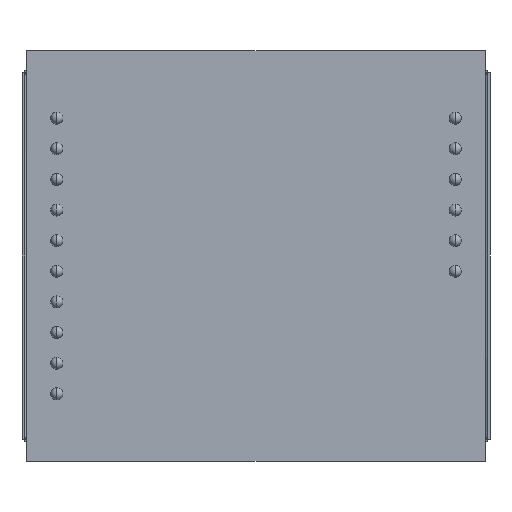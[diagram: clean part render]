
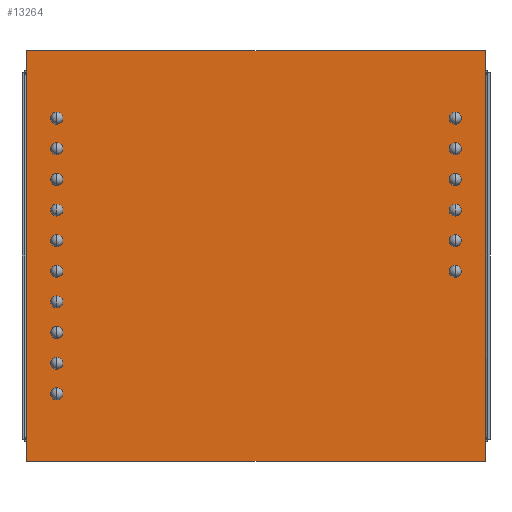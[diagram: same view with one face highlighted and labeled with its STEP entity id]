
A CAD part, front view. The second image highlights one B-rep face of the part: STEP entity #13264.
In plain terms, the highlighted planar face has unit normal (0, -1, 0).
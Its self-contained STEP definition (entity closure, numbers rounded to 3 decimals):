
#127 = CARTESIAN_POINT ( 'NONE',  ( 9.5, -3.8, -8.5 ) ) ;
#1189 = CARTESIAN_POINT ( 'NONE',  ( -9.5, -3.8, 8.5 ) ) ;
#1245 = VERTEX_POINT ( 'NONE', #2105 ) ;
#2105 = CARTESIAN_POINT ( 'NONE',  ( 9.5, -3.8, 8.5 ) ) ;
#2542 = DIRECTION ( 'NONE',  ( 0., -1., 0. ) ) ;
#3266 = VECTOR ( 'NONE', #13132, 1000. ) ;
#4263 = VERTEX_POINT ( 'NONE', #1189 ) ;
#8601 = CARTESIAN_POINT ( 'NONE',  ( 0., -3.8, 0. ) ) ;
#8924 = LINE ( 'NONE', #127, #33303 ) ;
#9452 = VERTEX_POINT ( 'NONE', #29512 ) ;
#10261 = ORIENTED_EDGE ( 'NONE', *, *, #25724, .T. ) ;
#10592 = PLANE ( 'NONE',  #36298 ) ;
#11145 = LINE ( 'NONE', #22553, #36277 ) ;
#12219 = ORIENTED_EDGE ( 'NONE', *, *, #18519, .T. ) ;
#13132 = DIRECTION ( 'NONE',  ( 1., 0., 0. ) ) ;
#13264 = ADVANCED_FACE ( 'NONE', ( #34962 ), #10592, .T. ) ;
#17215 = VECTOR ( 'NONE', #28962, 1000. ) ;
#17808 = DIRECTION ( 'NONE',  ( 0., 0., 1. ) ) ;
#18519 = EDGE_CURVE ( 'NONE', #24503, #9452, #19000, .T. ) ;
#18792 = ORIENTED_EDGE ( 'NONE', *, *, #38283, .T. ) ;
#19000 = LINE ( 'NONE', #28029, #3266 ) ;
#22279 = EDGE_CURVE ( 'NONE', #4263, #24503, #38227, .T. ) ;
#22553 = CARTESIAN_POINT ( 'NONE',  ( 9.5, -3.8, 8.5 ) ) ;
#24503 = VERTEX_POINT ( 'NONE', #27628 ) ;
#25724 = EDGE_CURVE ( 'NONE', #9452, #1245, #8924, .T. ) ;
#26706 = DIRECTION ( 'NONE',  ( 0., 0., -1. ) ) ;
#27628 = CARTESIAN_POINT ( 'NONE',  ( -9.5, -3.8, -8.5 ) ) ;
#28029 = CARTESIAN_POINT ( 'NONE',  ( 9.5, -3.8, -8.5 ) ) ;
#28836 = ORIENTED_EDGE ( 'NONE', *, *, #22279, .T. ) ;
#28962 = DIRECTION ( 'NONE',  ( 0., 0., -1. ) ) ;
#29512 = CARTESIAN_POINT ( 'NONE',  ( 9.5, -3.8, -8.5 ) ) ;
#31581 = EDGE_LOOP ( 'NONE', ( #28836, #12219, #10261, #18792 ) ) ;
#31728 = CARTESIAN_POINT ( 'NONE',  ( -9.5, -3.8, -8.5 ) ) ;
#33303 = VECTOR ( 'NONE', #17808, 1000. ) ;
#34962 = FACE_OUTER_BOUND ( 'NONE', #31581, .T. ) ;
#36277 = VECTOR ( 'NONE', #37484, 1000. ) ;
#36298 = AXIS2_PLACEMENT_3D ( 'NONE', #8601, #2542, #26706 ) ;
#37484 = DIRECTION ( 'NONE',  ( -1., 0., 0. ) ) ;
#38227 = LINE ( 'NONE', #31728, #17215 ) ;
#38283 = EDGE_CURVE ( 'NONE', #1245, #4263, #11145, .T. ) ;
